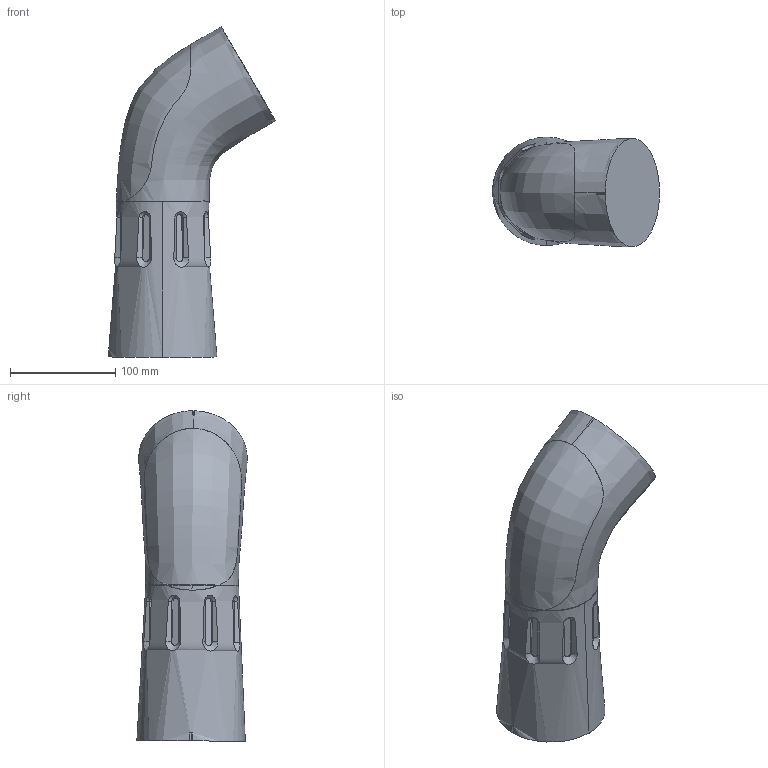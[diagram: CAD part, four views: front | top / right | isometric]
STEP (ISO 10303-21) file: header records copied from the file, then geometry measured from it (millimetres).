
FILE_DESCRIPTION(/* description */ (''),/* implementation_level */ '2;1');
FILE_NAME(/* name */ 'link4',/* time_stamp */ '2025-02-04T16:42:36+09:00',/* author */ (''),/* organization */ (''),/* preprocessor_version */ 'ST-DEVELOPER v19.2',/* originating_system */ 'Rhino 8.3',/* authorisation */ '');
FILE_SCHEMA (('CONFIG_CONTROL_DESIGN'));
Length unit declared in the file: millimetre
Products named in the file (2): Document; YL012_arm pipe
Bounding box: 158.63 x 104.71 x 313.8 mm (x, y, z)
Volume: 2196551.6 mm3; surface area: 139858.1 mm2
Topology: 2 solids, 2 shells, 99 faces, 229 edges, 142 vertices
Faces by surface type: plane 44, bspline 33, cylinder 22
Entity records: 12871 total; most frequent: CARTESIAN_POINT 10315, ORIENTED_EDGE 458, EDGE_CURVE 229, B_SPLINE_CURVE_WITH_KNOTS 206, VERTEX_POINT 142, DIRECTION 114, EDGE_LOOP 107, ADVANCED_FACE 99
